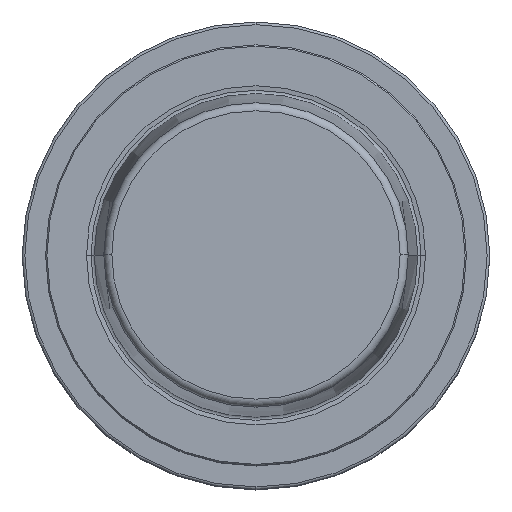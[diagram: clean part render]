
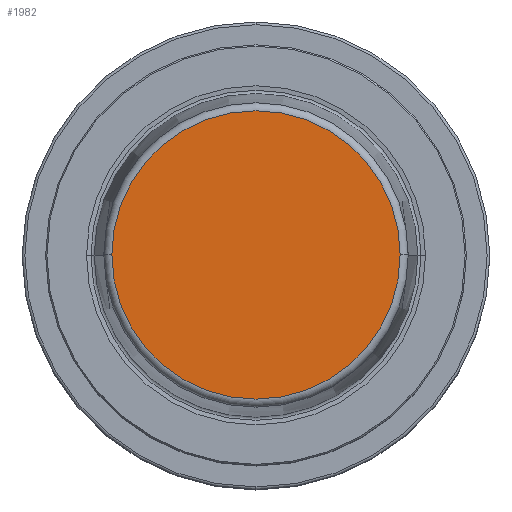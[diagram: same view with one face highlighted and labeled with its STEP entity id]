
A CAD part, top view. The second image highlights one B-rep face of the part: STEP entity #1982.
In plain terms, the highlighted planar face has unit normal (0, 0, 1).
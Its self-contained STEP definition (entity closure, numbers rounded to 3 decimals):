
#329=CARTESIAN_POINT('',(0.,0.,31.9));
#330=DIRECTION('',(0.,0.,1.));
#331=DIRECTION('',(1.,0.,0.));
#332=AXIS2_PLACEMENT_3D('',#329,#330,#331);
#337=CARTESIAN_POINT('',(0.,0.,31.9));
#338=DIRECTION('',(0.,0.,-1.));
#339=DIRECTION('',(1.,0.,0.));
#340=AXIS2_PLACEMENT_3D('',#337,#338,#339);
#1527=CARTESIAN_POINT('',(21.581,0.,31.9));
#1528=VERTEX_POINT('',#1527);
#1543=CARTESIAN_POINT('',(-21.581,0.,31.9));
#1544=VERTEX_POINT('',#1543);
#1973=CARTESIAN_POINT('',(0.,0.,31.9));
#1974=DIRECTION('',(0.,0.,-1.));
#1975=DIRECTION('',(-1.,0.,0.));
#1976=AXIS2_PLACEMENT_3D('',#1973,#1974,#1975);
#1977=PLANE('',#1976);
#1978=ORIENTED_EDGE('',*,*,#1966,.F.);
#1979=ORIENTED_EDGE('',*,*,#1955,.T.);
#1980=EDGE_LOOP('',(#1978,#1979));
#1981=FACE_OUTER_BOUND('',#1980,.F.);
#1982=ADVANCED_FACE('',(#1981),#1977,.F.);
#333=CIRCLE('',#332,21.581);
#341=CIRCLE('',#340,21.581);
#1955=EDGE_CURVE('',#1528,#1544,#341,.T.);
#1966=EDGE_CURVE('',#1528,#1544,#333,.T.);
